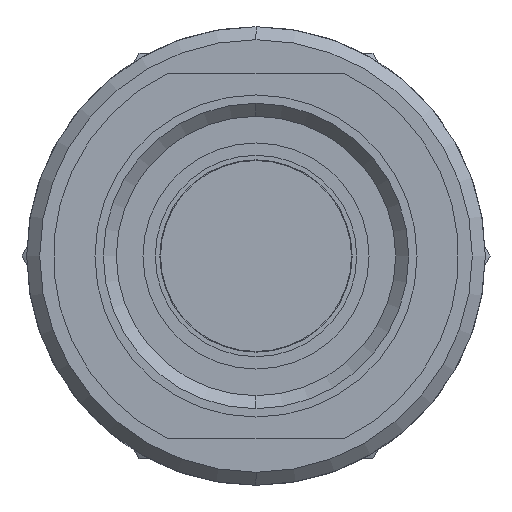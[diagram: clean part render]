
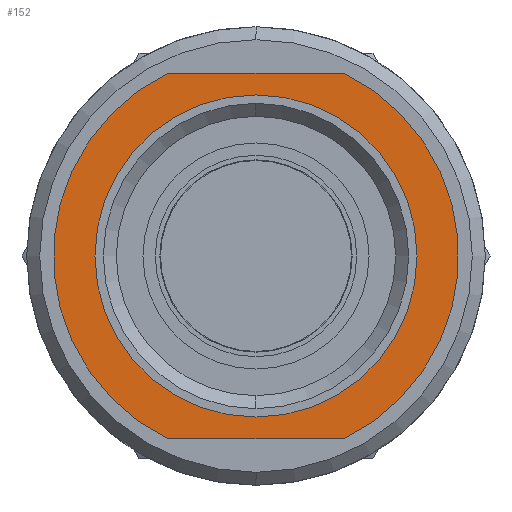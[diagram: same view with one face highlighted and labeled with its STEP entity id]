
A CAD part, left-side view. The second image highlights one B-rep face of the part: STEP entity #152.
In plain terms, the highlighted planar face has unit normal (-1, 0, 0).
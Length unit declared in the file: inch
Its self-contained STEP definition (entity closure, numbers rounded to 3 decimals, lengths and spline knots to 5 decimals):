
#30 = AXIS2_PLACEMENT_3D ( 'NONE', #3045, #1609, #2179 ) ;
#152 = ADVANCED_FACE ( 'NONE', ( #1720, #1281 ), #3628, .F. ) ;
#286 = DIRECTION ( 'NONE',  ( -1., 0., 0. ) ) ;
#335 = AXIS2_PLACEMENT_3D ( 'NONE', #2117, #724, #713 ) ;
#382 = VECTOR ( 'NONE', #2345, 39.37008 ) ;
#406 = CARTESIAN_POINT ( 'NONE',  ( -0.17, -0.06779, -0.1405 ) ) ;
#420 = CARTESIAN_POINT ( 'NONE',  ( -0.17, 0.06779, -0.1405 ) ) ;
#422 = ORIENTED_EDGE ( 'NONE', *, *, #2951, .F. ) ;
#469 = CARTESIAN_POINT ( 'NONE',  ( -0.17, 0., 0. ) ) ;
#588 = VERTEX_POINT ( 'NONE', #2508 ) ;
#594 = DIRECTION ( 'NONE',  ( 0., 0., 1. ) ) ;
#700 = CIRCLE ( 'NONE', #3043, 0.156 ) ;
#713 = DIRECTION ( 'NONE',  ( 0., 0., 1. ) ) ;
#714 = ORIENTED_EDGE ( 'NONE', *, *, #1391, .F. ) ;
#722 = EDGE_CURVE ( 'NONE', #2754, #838, #2162, .T. ) ;
#724 = DIRECTION ( 'NONE',  ( -1., 0., 0. ) ) ;
#749 = CIRCLE ( 'NONE', #335, 0.124 ) ;
#783 = CARTESIAN_POINT ( 'NONE',  ( -0.17, -0.06779, 0.1405 ) ) ;
#827 = EDGE_CURVE ( 'NONE', #930, #838, #1503, .T. ) ;
#838 = VERTEX_POINT ( 'NONE', #420 ) ;
#897 = CARTESIAN_POINT ( 'NONE',  ( -0.17, 0.06779, -0.1405 ) ) ;
#908 = EDGE_LOOP ( 'NONE', ( #936, #3171, #1117, #714 ) ) ;
#930 = VERTEX_POINT ( 'NONE', #406 ) ;
#936 = ORIENTED_EDGE ( 'NONE', *, *, #722, .T. ) ;
#1107 = EDGE_LOOP ( 'NONE', ( #3300, #422 ) ) ;
#1117 = ORIENTED_EDGE ( 'NONE', *, *, #3082, .T. ) ;
#1130 = CARTESIAN_POINT ( 'NONE',  ( -0.17, 0., 0. ) ) ;
#1281 = FACE_OUTER_BOUND ( 'NONE', #908, .T. ) ;
#1380 = LINE ( 'NONE', #1777, #3264 ) ;
#1391 = EDGE_CURVE ( 'NONE', #2754, #2702, #1380, .T. ) ;
#1422 = CARTESIAN_POINT ( 'NONE',  ( -0.17, 0.06779, 0.1405 ) ) ;
#1442 = DIRECTION ( 'NONE',  ( -1., 0., 0. ) ) ;
#1503 = LINE ( 'NONE', #897, #382 ) ;
#1609 = DIRECTION ( 'NONE',  ( 1., 0., 0. ) ) ;
#1671 = AXIS2_PLACEMENT_3D ( 'NONE', #469, #2165, #2745 ) ;
#1720 = FACE_BOUND ( 'NONE', #1107, .T. ) ;
#1777 = CARTESIAN_POINT ( 'NONE',  ( -0.17, 0.06779, 0.1405 ) ) ;
#2015 = AXIS2_PLACEMENT_3D ( 'NONE', #2056, #1442, #594 ) ;
#2056 = CARTESIAN_POINT ( 'NONE',  ( -0.17, 0., 0. ) ) ;
#2117 = CARTESIAN_POINT ( 'NONE',  ( -0.17, 0., 0. ) ) ;
#2133 = VERTEX_POINT ( 'NONE', #2676 ) ;
#2162 = CIRCLE ( 'NONE', #2015, 0.156 ) ;
#2165 = DIRECTION ( 'NONE',  ( -1., 0., 0. ) ) ;
#2179 = DIRECTION ( 'NONE',  ( 0., 0., -1. ) ) ;
#2345 = DIRECTION ( 'NONE',  ( 0., 1., 0. ) ) ;
#2508 = CARTESIAN_POINT ( 'NONE',  ( -0.17, 0., -0.124 ) ) ;
#2513 = DIRECTION ( 'NONE',  ( 0., 0., 1. ) ) ;
#2617 = DIRECTION ( 'NONE',  ( 0., -1., 0. ) ) ;
#2676 = CARTESIAN_POINT ( 'NONE',  ( -0.17, 0., 0.124 ) ) ;
#2702 = VERTEX_POINT ( 'NONE', #783 ) ;
#2745 = DIRECTION ( 'NONE',  ( 0., 0., 1. ) ) ;
#2754 = VERTEX_POINT ( 'NONE', #1422 ) ;
#2951 = EDGE_CURVE ( 'NONE', #588, #2133, #3295, .T. ) ;
#3043 = AXIS2_PLACEMENT_3D ( 'NONE', #1130, #286, #2513 ) ;
#3045 = CARTESIAN_POINT ( 'NONE',  ( -0.17, 0.156, 0. ) ) ;
#3082 = EDGE_CURVE ( 'NONE', #930, #2702, #700, .T. ) ;
#3171 = ORIENTED_EDGE ( 'NONE', *, *, #827, .F. ) ;
#3264 = VECTOR ( 'NONE', #2617, 39.37008 ) ;
#3295 = CIRCLE ( 'NONE', #1671, 0.124 ) ;
#3300 = ORIENTED_EDGE ( 'NONE', *, *, #3336, .F. ) ;
#3336 = EDGE_CURVE ( 'NONE', #2133, #588, #749, .T. ) ;
#3628 = PLANE ( 'NONE',  #30 ) ;
